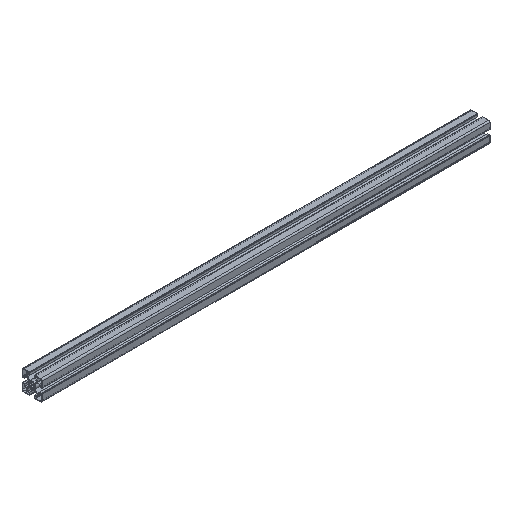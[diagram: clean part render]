
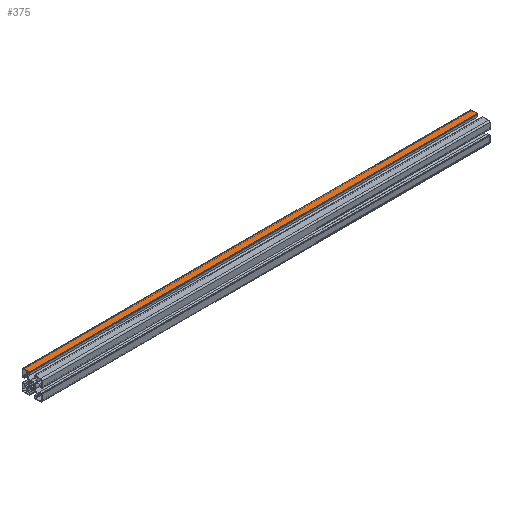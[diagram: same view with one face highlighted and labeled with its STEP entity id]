
A CAD part, isometric view. The second image highlights one B-rep face of the part: STEP entity #375.
In plain terms, the highlighted planar face has unit normal (0, 0, 1).
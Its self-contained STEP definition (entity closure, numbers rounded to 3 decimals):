
#375=ADVANCED_FACE('',(#769),#770,.T.);
#769=FACE_OUTER_BOUND('',#1189,.T.);
#770=PLANE('',#1190);
#1189=EDGE_LOOP('',(#2143,#2144,#2145,#2146));
#1190=AXIS2_PLACEMENT_3D('',#2147,#2148,#2149);
#2143=ORIENTED_EDGE('',*,*,#3041,.T.);
#2144=ORIENTED_EDGE('',*,*,#3042,.F.);
#2145=ORIENTED_EDGE('',*,*,#3043,.T.);
#2146=ORIENTED_EDGE('',*,*,#3038,.T.);
#2147=CARTESIAN_POINT('',(0.0,12.65,22.5));
#2148=DIRECTION('',(0.0,0.0,1.0));
#2149=DIRECTION('',(0.0,-1.0,0.0));
#3038=EDGE_CURVE('',#3786,#3784,#3787,.T.);
#3041=EDGE_CURVE('',#3784,#3790,#3791,.T.);
#3042=EDGE_CURVE('',#3792,#3790,#3793,.T.);
#3043=EDGE_CURVE('',#3792,#3786,#3794,.T.);
#3784=VERTEX_POINT('',#4851);
#3786=VERTEX_POINT('',#4854);
#3787=LINE('',#4855,#4856);
#3790=VERTEX_POINT('',#4860);
#3791=LINE('',#4861,#4862);
#3792=VERTEX_POINT('',#4863);
#3793=LINE('',#4864,#4865);
#3794=LINE('',#4866,#4867);
#4851=CARTESIAN_POINT('',(1000.0,5.8,22.5));
#4854=CARTESIAN_POINT('',(0.0,5.8,22.5));
#4855=CARTESIAN_POINT('',(0.0,5.8,22.5));
#4856=VECTOR('',#5491,1.0);
#4860=CARTESIAN_POINT('',(1000.0,19.5,22.5));
#4861=CARTESIAN_POINT('',(1000.0,19.5,22.5));
#4862=VECTOR('',#5493,1.0);
#4863=CARTESIAN_POINT('',(0.0,19.5,22.5));
#4864=CARTESIAN_POINT('',(0.0,19.5,22.5));
#4865=VECTOR('',#5494,1.0);
#4866=CARTESIAN_POINT('',(0.0,19.5,22.5));
#4867=VECTOR('',#5495,1.0);
#5491=DIRECTION('',(1.0,0.0,0.0));
#5493=DIRECTION('',(0.0,1.0,0.0));
#5494=DIRECTION('',(1.0,0.0,0.0));
#5495=DIRECTION('',(0.0,-1.0,0.0));
